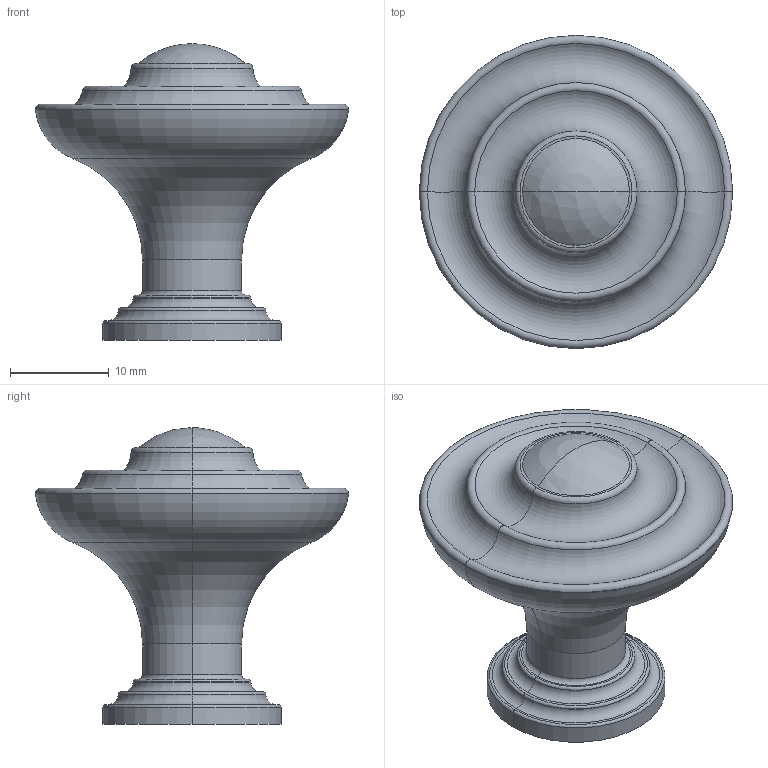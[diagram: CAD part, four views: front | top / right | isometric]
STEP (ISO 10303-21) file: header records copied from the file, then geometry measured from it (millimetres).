
FILE_DESCRIPTION((''),'2;1');
FILE_NAME('1175-12_WEB','2011-01-05T',('project'),(''),'PRO/ENGINEER BY PARAMETRIC TECHNOLOGY CORPORATION, 2009300','PRO/ENGINEER BY PARAMETRIC TECHNOLOGY CORPORATION, 2009300','');
FILE_SCHEMA(('CONFIG_CONTROL_DESIGN'));
Length unit declared in the file: inch
Products named in the file (1): 1175-12_WEB
Bounding box: 31.67 x 31.67 x 30 mm (x, y, z)
Volume: 7523.4 mm3; surface area: 2927.7 mm2
Topology: 1 solids, 1 shells, 43 faces, 87 edges, 48 vertices
Faces by surface type: torus 32, plane 5, cylinder 4, sphere 2
Entity records: 1172 total; most frequent: DIRECTION 252, CARTESIAN_POINT 176, ORIENTED_EDGE 170, AXIS2_PLACEMENT_3D 124, EDGE_CURVE 85, CIRCLE 81, VERTEX_POINT 48, EDGE_LOOP 47
